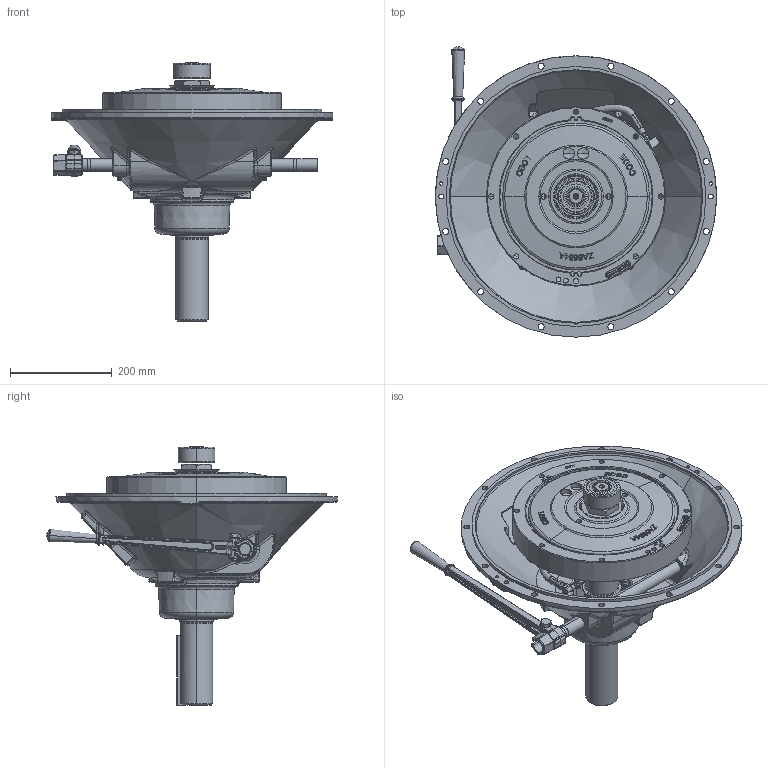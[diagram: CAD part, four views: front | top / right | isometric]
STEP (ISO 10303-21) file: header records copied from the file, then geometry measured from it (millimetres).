
FILE_DESCRIPTION (( 'STEP AP214' ), '1' );
FILE_NAME ('SP211P101.STEP', '2013-11-21T20:11:47', ( 'Windows User' ), ( '' ), 'SwSTEP 2.0', 'SolidWorks 2010', '' );
FILE_SCHEMA (( 'AUTOMOTIVE_DESIGN' ));
Length unit declared in the file: inch
Products named in the file (1): SP211P101
Bounding box: 553.23 x 571.07 x 508 mm (x, y, z)
Surface area: 1195337.5 mm2 (no closed solid volume)
Topology: 0 solids, 181 shells, 1676 faces, 6271 edges, 4610 vertices
Faces by surface type: bspline 554, plane 380, cylinder 362, torus 184, cone 141, sphere 55
Entity records: 127372 total; most frequent: CARTESIAN_POINT 59945, ORIENTED_EDGE 9127, DIRECTION 8002, EDGE_CURVE 6195, VERTEX_POINT 4600, AXIS2_PLACEMENT_3D 3141, B_SPLINE_CURVE_WITH_KNOTS 2267, CIRCLE 2018
